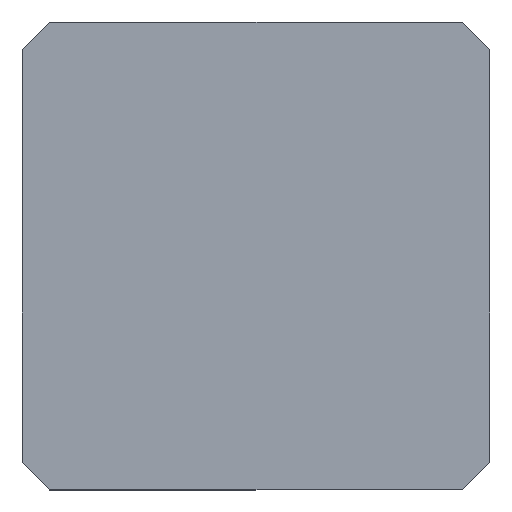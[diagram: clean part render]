
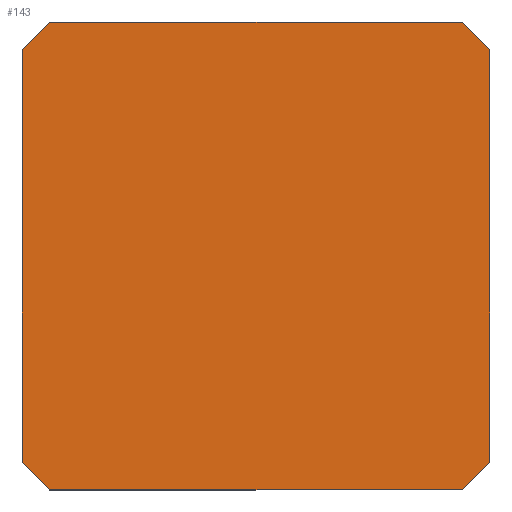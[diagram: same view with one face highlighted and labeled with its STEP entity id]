
A CAD part, top view. The second image highlights one B-rep face of the part: STEP entity #143.
In plain terms, the highlighted planar face has unit normal (0, 0, 1).
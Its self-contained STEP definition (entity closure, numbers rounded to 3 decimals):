
#4 = DIRECTION ( 'NONE',  ( 1., 0., 0. ) ) ;
#5 = VECTOR ( 'NONE', #122, 1000. ) ;
#7 = DIRECTION ( 'NONE',  ( 0.707, -0.707, 0. ) ) ;
#13 = EDGE_CURVE ( 'NONE', #287, #25, #337, .T. ) ;
#25 = VERTEX_POINT ( 'NONE', #80 ) ;
#28 = PLANE ( 'NONE',  #170 ) ;
#29 = LINE ( 'NONE', #179, #369 ) ;
#35 = LINE ( 'NONE', #68, #5 ) ;
#36 = LINE ( 'NONE', #355, #281 ) ;
#40 = CARTESIAN_POINT ( 'NONE',  ( 37., 42., 6.5 ) ) ;
#45 = VERTEX_POINT ( 'NONE', #131 ) ;
#68 = CARTESIAN_POINT ( 'NONE',  ( 39.5, 39.5, 6.5 ) ) ;
#76 = CARTESIAN_POINT ( 'NONE',  ( 42., 42., 6.5 ) ) ;
#77 = VECTOR ( 'NONE', #96, 1000. ) ;
#80 = CARTESIAN_POINT ( 'NONE',  ( -37., 42., 6.5 ) ) ;
#86 = DIRECTION ( 'NONE',  ( 0., 0., 1. ) ) ;
#87 = EDGE_CURVE ( 'NONE', #206, #316, #321, .T. ) ;
#90 = DIRECTION ( 'NONE',  ( 0., -1., 0. ) ) ;
#92 = EDGE_CURVE ( 'NONE', #339, #45, #113, .T. ) ;
#96 = DIRECTION ( 'NONE',  ( 0.707, 0.707, 0. ) ) ;
#106 = ORIENTED_EDGE ( 'NONE', *, *, #92, .T. ) ;
#113 = LINE ( 'NONE', #296, #299 ) ;
#118 = DIRECTION ( 'NONE',  ( -0.707, -0.707, 0. ) ) ;
#122 = DIRECTION ( 'NONE',  ( -0.707, 0.707, 0. ) ) ;
#131 = CARTESIAN_POINT ( 'NONE',  ( 37., -42., 6.5 ) ) ;
#143 = ADVANCED_FACE ( 'NONE', ( #324 ), #28, .T. ) ;
#154 = EDGE_CURVE ( 'NONE', #304, #315, #29, .T. ) ;
#162 = VECTOR ( 'NONE', #312, 1000. ) ;
#170 = AXIS2_PLACEMENT_3D ( 'NONE', #174, #86, #205 ) ;
#174 = CARTESIAN_POINT ( 'NONE',  ( 0., 0., 6.5 ) ) ;
#179 = CARTESIAN_POINT ( 'NONE',  ( -42., 42., 6.5 ) ) ;
#183 = VECTOR ( 'NONE', #292, 1000. ) ;
#185 = CARTESIAN_POINT ( 'NONE',  ( -42., -37., 6.5 ) ) ;
#191 = ORIENTED_EDGE ( 'NONE', *, *, #13, .T. ) ;
#205 = DIRECTION ( 'NONE',  ( 1., 0., 0. ) ) ;
#206 = VERTEX_POINT ( 'NONE', #331 ) ;
#212 = EDGE_CURVE ( 'NONE', #316, #287, #35, .T. ) ;
#214 = CARTESIAN_POINT ( 'NONE',  ( 42., 37., 6.5 ) ) ;
#217 = CARTESIAN_POINT ( 'NONE',  ( -42., 37., 6.5 ) ) ;
#222 = ORIENTED_EDGE ( 'NONE', *, *, #154, .T. ) ;
#225 = ORIENTED_EDGE ( 'NONE', *, *, #87, .T. ) ;
#242 = CARTESIAN_POINT ( 'NONE',  ( 39.5, -39.5, 6.5 ) ) ;
#256 = EDGE_CURVE ( 'NONE', #315, #339, #36, .T. ) ;
#276 = LINE ( 'NONE', #242, #77 ) ;
#281 = VECTOR ( 'NONE', #7, 1000. ) ;
#287 = VERTEX_POINT ( 'NONE', #40 ) ;
#291 = ORIENTED_EDGE ( 'NONE', *, *, #256, .T. ) ;
#292 = DIRECTION ( 'NONE',  ( 0., 1., 0. ) ) ;
#294 = VECTOR ( 'NONE', #118, 1000. ) ;
#296 = CARTESIAN_POINT ( 'NONE',  ( -42., -42., 6.5 ) ) ;
#299 = VECTOR ( 'NONE', #4, 1000. ) ;
#302 = CARTESIAN_POINT ( 'NONE',  ( -39.5, 39.5, 6.5 ) ) ;
#304 = VERTEX_POINT ( 'NONE', #217 ) ;
#308 = ORIENTED_EDGE ( 'NONE', *, *, #212, .T. ) ;
#312 = DIRECTION ( 'NONE',  ( -1., 0., 0. ) ) ;
#315 = VERTEX_POINT ( 'NONE', #185 ) ;
#316 = VERTEX_POINT ( 'NONE', #214 ) ;
#317 = EDGE_CURVE ( 'NONE', #45, #206, #276, .T. ) ;
#319 = EDGE_LOOP ( 'NONE', ( #222, #291, #106, #364, #225, #308, #191, #336 ) ) ;
#321 = LINE ( 'NONE', #368, #183 ) ;
#324 = FACE_OUTER_BOUND ( 'NONE', #319, .T. ) ;
#329 = CARTESIAN_POINT ( 'NONE',  ( -37., -42., 6.5 ) ) ;
#331 = CARTESIAN_POINT ( 'NONE',  ( 42., -37., 6.5 ) ) ;
#336 = ORIENTED_EDGE ( 'NONE', *, *, #366, .T. ) ;
#337 = LINE ( 'NONE', #76, #162 ) ;
#339 = VERTEX_POINT ( 'NONE', #329 ) ;
#352 = LINE ( 'NONE', #302, #294 ) ;
#355 = CARTESIAN_POINT ( 'NONE',  ( -39.5, -39.5, 6.5 ) ) ;
#364 = ORIENTED_EDGE ( 'NONE', *, *, #317, .T. ) ;
#366 = EDGE_CURVE ( 'NONE', #25, #304, #352, .T. ) ;
#368 = CARTESIAN_POINT ( 'NONE',  ( 42., -42., 6.5 ) ) ;
#369 = VECTOR ( 'NONE', #90, 1000. ) ;
